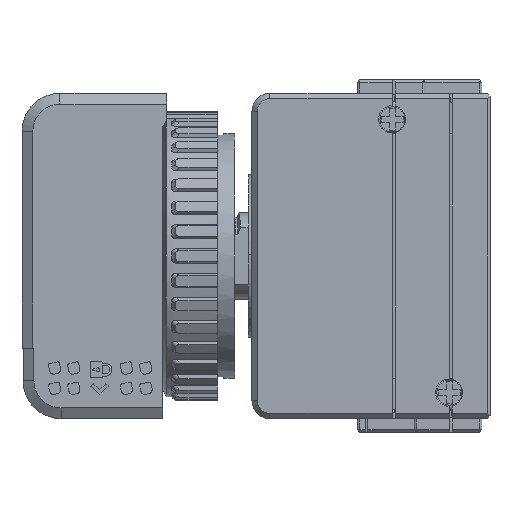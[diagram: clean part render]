
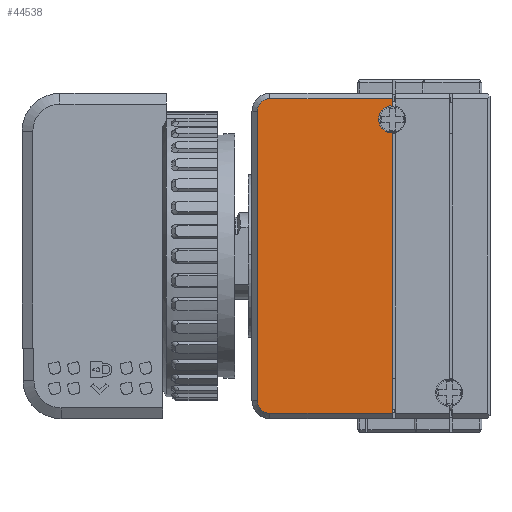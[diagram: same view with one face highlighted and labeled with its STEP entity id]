
A CAD part, left-side view. The second image highlights one B-rep face of the part: STEP entity #44538.
In plain terms, the highlighted planar face has unit normal (-1, 0, 0).
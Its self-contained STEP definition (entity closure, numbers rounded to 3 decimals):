
#901=DIRECTION('',(0.,1.,0.));
#902=VECTOR('',#901,22.6);
#903=CARTESIAN_POINT('',(-22.5,-32.3,29.));
#904=LINE('',#903,#902);
#909=CARTESIAN_POINT('',(-22.5,-9.7,-26.7));
#910=DIRECTION('',(-1.,0.,0.));
#911=DIRECTION('',(0.,1.,0.));
#912=AXIS2_PLACEMENT_3D('',#909,#910,#911);
#914=DIRECTION('',(0.,0.,-1.));
#915=VECTOR('',#914,53.4);
#916=CARTESIAN_POINT('',(-22.5,-7.4,26.7));
#917=LINE('',#916,#915);
#918=CARTESIAN_POINT('',(-22.5,-9.7,26.7));
#919=DIRECTION('',(-1.,0.,0.));
#920=DIRECTION('',(0.,0.,1.));
#921=AXIS2_PLACEMENT_3D('',#918,#919,#920);
#923=DIRECTION('',(0.,1.,0.));
#924=VECTOR('',#923,0.05);
#925=CARTESIAN_POINT('',(-22.5,-32.3,27.7));
#926=LINE('',#925,#924);
#927=DIRECTION('',(0.,1.,0.));
#928=VECTOR('',#927,0.05);
#929=CARTESIAN_POINT('',(-22.5,-32.3,22.7));
#930=LINE('',#929,#928);
#939=DIRECTION('',(0.,-1.,0.));
#940=VECTOR('',#939,22.6);
#941=CARTESIAN_POINT('',(-22.5,-9.7,-29.));
#942=LINE('',#941,#940);
#25300=DIRECTION('',(0.,0.,-1.));
#25301=VECTOR('',#25300,51.7);
#25302=CARTESIAN_POINT('',(-22.5,-32.3,22.7));
#25303=LINE('',#25302,#25301);
#31081=CARTESIAN_POINT('',(-22.5,-32.25,25.2));
#31082=DIRECTION('',(1.,0.,0.));
#31083=DIRECTION('',(0.,0.,-1.));
#31084=AXIS2_PLACEMENT_3D('',#31081,#31082,#31083);
#31147=DIRECTION('',(0.,0.,-1.));
#31148=VECTOR('',#31147,1.3);
#31149=CARTESIAN_POINT('',(-22.5,-32.3,29.));
#31150=LINE('',#31149,#31148);
#40700=CARTESIAN_POINT('',(-22.5,-32.3,-29.));
#40701=VERTEX_POINT('',#40700);
#40702=CARTESIAN_POINT('',(-22.5,-32.3,29.));
#40703=VERTEX_POINT('',#40702);
#40704=CARTESIAN_POINT('',(-22.5,-32.3,22.7));
#40705=CARTESIAN_POINT('',(-22.5,-32.25,22.7));
#40706=VERTEX_POINT('',#40704);
#40707=VERTEX_POINT('',#40705);
#40716=CARTESIAN_POINT('',(-22.5,-32.3,27.7));
#40717=CARTESIAN_POINT('',(-22.5,-32.25,27.7));
#40718=VERTEX_POINT('',#40716);
#40719=VERTEX_POINT('',#40717);
#41800=CARTESIAN_POINT('',(-22.5,-7.4,-26.7));
#41801=CARTESIAN_POINT('',(-22.5,-9.7,-29.));
#41802=VERTEX_POINT('',#41800);
#41803=VERTEX_POINT('',#41801);
#41808=CARTESIAN_POINT('',(-22.5,-7.4,26.7));
#41809=VERTEX_POINT('',#41808);
#41812=CARTESIAN_POINT('',(-22.5,-9.7,29.));
#41813=VERTEX_POINT('',#41812);
#44512=CARTESIAN_POINT('',(-22.5,-27.8,-30.));
#44513=DIRECTION('',(-1.,0.,0.));
#44514=DIRECTION('',(0.,0.,1.));
#44515=AXIS2_PLACEMENT_3D('',#44512,#44513,#44514);
#44516=PLANE('',#44515);
#44518=ORIENTED_EDGE('',*,*,#44517,.F.);
#44520=ORIENTED_EDGE('',*,*,#44519,.F.);
#44522=ORIENTED_EDGE('',*,*,#44521,.F.);
#44524=ORIENTED_EDGE('',*,*,#44523,.F.);
#44525=ORIENTED_EDGE('',*,*,#44502,.F.);
#44527=ORIENTED_EDGE('',*,*,#44526,.T.);
#44529=ORIENTED_EDGE('',*,*,#44528,.T.);
#44531=ORIENTED_EDGE('',*,*,#44530,.F.);
#44533=ORIENTED_EDGE('',*,*,#44532,.F.);
#44535=ORIENTED_EDGE('',*,*,#44534,.T.);
#44536=EDGE_LOOP('',(#44518,#44520,#44522,#44524,#44525,#44527,#44529,#44531,
#44533,#44535));
#44537=FACE_OUTER_BOUND('',#44536,.F.);
#44538=ADVANCED_FACE('',(#44537),#44516,.T.);
#913=CIRCLE('',#912,2.3);
#922=CIRCLE('',#921,2.3);
#31085=CIRCLE('',#31084,2.5);
#44502=EDGE_CURVE('',#40703,#41813,#904,.T.);
#44517=EDGE_CURVE('',#41803,#40701,#942,.T.);
#44519=EDGE_CURVE('',#41802,#41803,#913,.T.);
#44521=EDGE_CURVE('',#41809,#41802,#917,.T.);
#44523=EDGE_CURVE('',#41813,#41809,#922,.T.);
#44526=EDGE_CURVE('',#40703,#40718,#31150,.T.);
#44528=EDGE_CURVE('',#40718,#40719,#926,.T.);
#44530=EDGE_CURVE('',#40707,#40719,#31085,.T.);
#44532=EDGE_CURVE('',#40706,#40707,#930,.T.);
#44534=EDGE_CURVE('',#40706,#40701,#25303,.T.);
